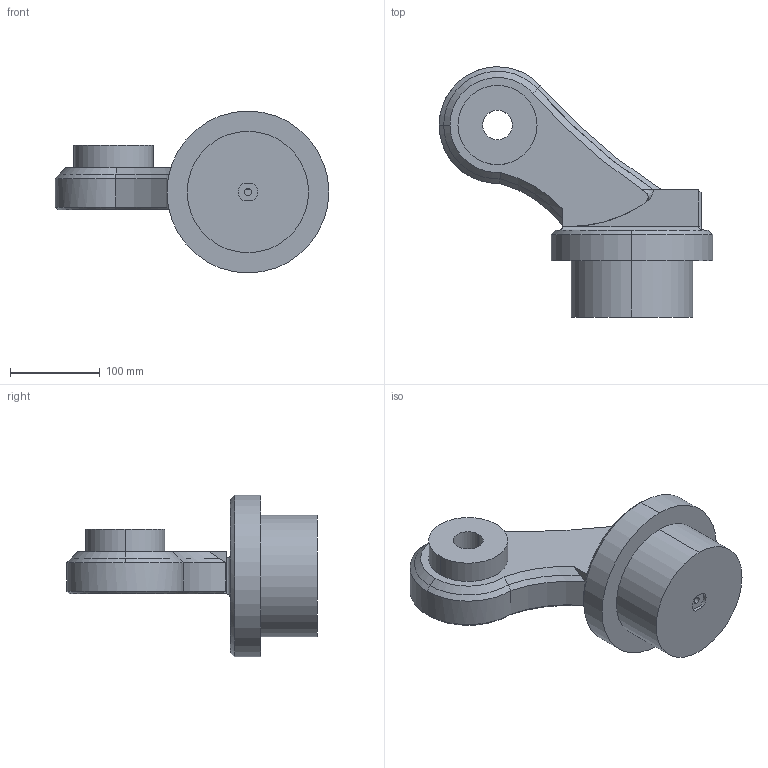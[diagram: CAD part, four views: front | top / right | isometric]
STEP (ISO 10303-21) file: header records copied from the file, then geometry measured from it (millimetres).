
FILE_DESCRIPTION (( 'STEP AP203' ), '1' );
FILE_NAME ('link1_Default_sldprt.STEP', '2025-02-11T17:07:43', ( '' ), ( '' ), 'SwSTEP 2.0', 'SolidWorks 2019', '' );
FILE_SCHEMA (( 'CONFIG_CONTROL_DESIGN' ));
Length unit declared in the file: millimetre
Products named in the file (1): link1_Default_sldprt
Bounding box: 304.4 x 278.51 x 180 mm (x, y, z)
Volume: 3072594.4 mm3; surface area: 181003.4 mm2
Topology: 1 solids, 1 shells, 60 faces, 135 edges, 81 vertices
Faces by surface type: cylinder 22, plane 21, cone 13, bspline 4
Entity records: 2297 total; most frequent: CARTESIAN_POINT 915, DIRECTION 272, ORIENTED_EDGE 266, EDGE_CURVE 133, AXIS2_PLACEMENT_3D 110, VERTEX_POINT 81, EDGE_LOOP 68, ADVANCED_FACE 60
